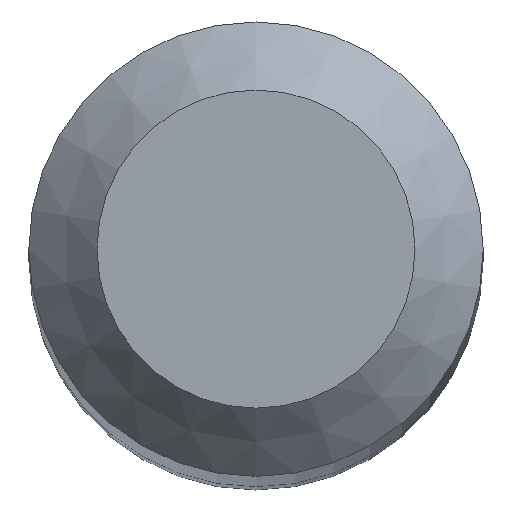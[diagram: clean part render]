
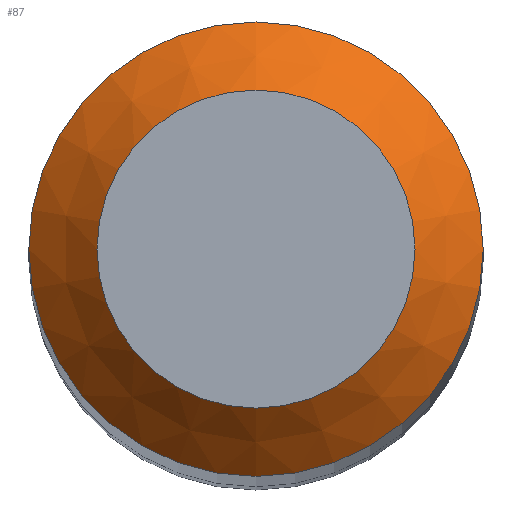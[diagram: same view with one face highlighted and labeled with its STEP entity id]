
A CAD part, top view. The second image highlights one B-rep face of the part: STEP entity #87.
In plain terms, the highlighted conical face has half-angle 45 degrees and reference radius 0.7 mm.
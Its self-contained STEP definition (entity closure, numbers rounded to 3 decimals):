
#20 = CIRCLE ( 'NONE', #144, 1. ) ;
#33 = EDGE_LOOP ( 'NONE', ( #198 ) ) ;
#43 = FACE_OUTER_BOUND ( 'NONE', #33, .T. ) ;
#62 = DIRECTION ( 'NONE',  ( 0., 1., 0. ) ) ;
#63 = CARTESIAN_POINT ( 'NONE',  ( 0., 0., 37.7 ) ) ;
#65 = DIRECTION ( 'NONE',  ( 0., 0., -1. ) ) ;
#69 = AXIS2_PLACEMENT_3D ( 'NONE', #208, #207, #126 ) ;
#73 = CARTESIAN_POINT ( 'NONE',  ( 0., 0.7, 38. ) ) ;
#80 = CARTESIAN_POINT ( 'NONE',  ( 0., 1., 37.7 ) ) ;
#83 = CONICAL_SURFACE ( 'NONE', #69, 0.7, 0.785 ) ;
#87 = ADVANCED_FACE ( 'NONE', ( #43, #223 ), #83, .T. ) ;
#95 = EDGE_CURVE ( 'NONE', #160, #160, #132, .T. ) ;
#106 = VERTEX_POINT ( 'NONE', #80 ) ;
#109 = DIRECTION ( 'NONE',  ( 0., 1., 0. ) ) ;
#122 = CARTESIAN_POINT ( 'NONE',  ( 0., 0., 38. ) ) ;
#126 = DIRECTION ( 'NONE',  ( 0., 1., 0. ) ) ;
#132 = CIRCLE ( 'NONE', #209, 0.7 ) ;
#144 = AXIS2_PLACEMENT_3D ( 'NONE', #63, #159, #109 ) ;
#159 = DIRECTION ( 'NONE',  ( 0., 0., -1. ) ) ;
#160 = VERTEX_POINT ( 'NONE', #73 ) ;
#170 = EDGE_CURVE ( 'NONE', #106, #106, #20, .T. ) ;
#198 = ORIENTED_EDGE ( 'NONE', *, *, #170, .F. ) ;
#202 = EDGE_LOOP ( 'NONE', ( #222 ) ) ;
#207 = DIRECTION ( 'NONE',  ( 0., 0., -1. ) ) ;
#208 = CARTESIAN_POINT ( 'NONE',  ( 0., 0., 38. ) ) ;
#209 = AXIS2_PLACEMENT_3D ( 'NONE', #122, #65, #62 ) ;
#222 = ORIENTED_EDGE ( 'NONE', *, *, #95, .T. ) ;
#223 = FACE_BOUND ( 'NONE', #202, .T. ) ;
